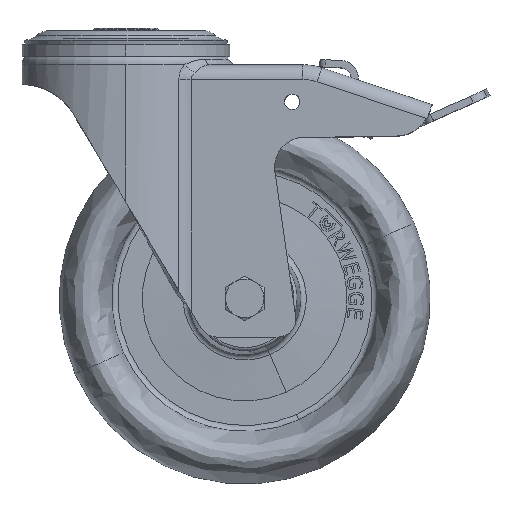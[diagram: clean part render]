
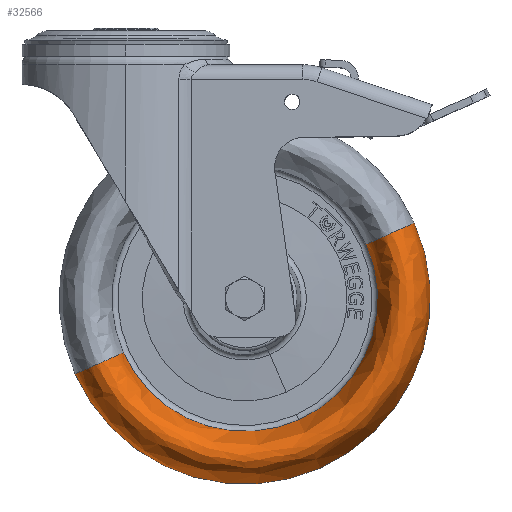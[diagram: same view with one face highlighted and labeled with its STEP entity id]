
A CAD part, top view. The second image highlights one B-rep face of the part: STEP entity #32566.
In plain terms, the highlighted free-form (B-spline) face has degree [3, 3] with [4, 4] control points.
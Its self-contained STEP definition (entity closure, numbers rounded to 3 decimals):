
#852 = CARTESIAN_POINT ( 'NONE',  ( 147.962, -179.744, -0.036 ) ) ;
#1162 = DIRECTION ( 'NONE',  ( 0., 0., -1. ) ) ;
#1295 = EDGE_CURVE ( 'NONE', #10114, #5257, #15938, .T. ) ;
#2846 = CARTESIAN_POINT ( 'NONE',  ( -0.878, -109.213, 4.26 ) ) ;
#3267 = CARTESIAN_POINT ( 'NONE',  ( 35.21, -198.548, 32.352 ) ) ;
#3803 = CARTESIAN_POINT ( 'NONE',  ( 33.782, -230.616, 28.877 ) ) ;
#3892 = CARTESIAN_POINT ( 'NONE',  ( 80.878, -72.787, 4.26 ) ) ;
#5111 = CARTESIAN_POINT ( 'NONE',  ( -0.878, -109.213, 4.26 ) ) ;
#5257 = VERTEX_POINT ( 'NONE', #16566 ) ;
#5357 = CARTESIAN_POINT ( 'NONE',  ( 40., -91., -0.036 ) ) ;
#5797 = AXIS2_PLACEMENT_3D ( 'NONE', #9713, #1162, #9519 ) ;
#6200 = CARTESIAN_POINT ( 'NONE',  ( -17.09, -116.436, 28.877 ) ) ;
#7021 = AXIS2_PLACEMENT_3D ( 'NONE', #10173, #9612, #24117 ) ;
#9519 = DIRECTION ( 'NONE',  ( 0.407, -0.913, 0. ) ) ;
#9612 = DIRECTION ( 'NONE',  ( 0., 0., -1. ) ) ;
#9713 = CARTESIAN_POINT ( 'NONE',  ( 40., -91., 4.26 ) ) ;
#9947 = CIRCLE ( 'NONE', #18261, 62.5 ) ;
#10097 =( BOUNDED_CURVE ( )  B_SPLINE_CURVE ( 3, ( #29784, #23989, #29425, #3892 ),
 .UNSPECIFIED., .F., .F. ) 
 B_SPLINE_CURVE_WITH_KNOTS ( ( 4, 4 ),
 ( 1.568, 4.473 ),
 .UNSPECIFIED. ) 
 CURVE ( )  GEOMETRIC_REPRESENTATION_ITEM ( )  RATIONAL_B_SPLINE_CURVE ( ( 1., 0.412, 0.412, 1. ) ) 
 REPRESENTATION_ITEM ( '' )  );
#10114 = VERTEX_POINT ( 'NONE', #32645 ) ;
#10173 = CARTESIAN_POINT ( 'NONE',  ( 40., -91., 4.26 ) ) ;
#10429 = VERTEX_POINT ( 'NONE', #30013 ) ;
#12378 = CARTESIAN_POINT ( 'NONE',  ( 117.303, -154.543, 4.26 ) ) ;
#12571 = CARTESIAN_POINT ( 'NONE',  ( 33.782, -230.616, -0.036 ) ) ;
#12934 = ORIENTED_EDGE ( 'NONE', *, *, #32053, .T. ) ;
#13398 = DIRECTION ( 'NONE',  ( -0.407, 0.913, 0. ) ) ;
#14560 = EDGE_CURVE ( 'NONE', #10429, #17488, #9947, .T. ) ;
#14816 = CARTESIAN_POINT ( 'NONE',  ( 35.548, -190.968, 4.26 ) ) ;
#15938 = CIRCLE ( 'NONE', #5797, 44.751 ) ;
#16131 = CARTESIAN_POINT ( 'NONE',  ( -17.09, -116.436, -0.036 ) ) ;
#16566 = CARTESIAN_POINT ( 'NONE',  ( 58.213, -131.878, 4.26 ) ) ;
#17488 = VERTEX_POINT ( 'NONE', #29948 ) ;
#17962 = CARTESIAN_POINT ( 'NONE',  ( 80.878, -72.787, 4.26 ) ) ;
#18261 = AXIS2_PLACEMENT_3D ( 'NONE', #5357, #24911, #13398 ) ;
#19110 = EDGE_CURVE ( 'NONE', #10429, #23368, #28914, .T. ) ;
#19755 = EDGE_LOOP ( 'NONE', ( #31512, #12934, #33545, #30260, #34677 ) ) ;
#20550 = CARTESIAN_POINT ( 'NONE',  ( 147.962, -179.744, 28.877 ) ) ;
#21105 = CARTESIAN_POINT ( 'NONE',  ( -0.878, -109.213, 4.26 ) ) ;
#23346 = CARTESIAN_POINT ( 'NONE',  ( 97.09, -65.564, 28.877 ) ) ;
#23368 = VERTEX_POINT ( 'NONE', #2846 ) ;
#23520 = CARTESIAN_POINT ( 'NONE',  ( 83.977, -71.406, 32.352 ) ) ;
#23689 = CARTESIAN_POINT ( 'NONE',  ( 97.09, -65.564, -0.036 ) ) ;
#23989 = CARTESIAN_POINT ( 'NONE',  ( 97.09, -65.564, 28.877 ) ) ;
#24033 = EDGE_CURVE ( 'NONE', #5257, #23368, #33774, .T. ) ;
#24117 = DIRECTION ( 'NONE',  ( 0.407, -0.913, 0. ) ) ;
#24911 = DIRECTION ( 'NONE',  ( 0., 0., 1. ) ) ;
#26322 = FACE_OUTER_BOUND ( 'NONE', #19755, .T. ) ;
#27510 =( BOUNDED_SURFACE ( )  B_SPLINE_SURFACE ( 3, 3, ( 
 ( #23689, #852, #12571, #28778 ),
 ( #23346, #20550, #3803, #6200 ),
 ( #23520, #31908, #3267, #28964 ),
 ( #17962, #12378, #14816, #21105 ) ),
 .UNSPECIFIED., .F., .F., .F. ) 
 B_SPLINE_SURFACE_WITH_KNOTS ( ( 4, 4 ),
 ( 4, 4 ),
 ( 0., 1. ),
 ( 0., 1. ),
 .UNSPECIFIED. ) 
 GEOMETRIC_REPRESENTATION_ITEM ( )  RATIONAL_B_SPLINE_SURFACE ( (
 ( 1., 0.333, 0.333, 1.),
 ( 0.412, 0.137, 0.137, 0.412),
 ( 0.412, 0.137, 0.137, 0.412),
 ( 1., 0.333, 0.333, 1.) ) ) 
 REPRESENTATION_ITEM ( '' )  SURFACE ( )  );
#28778 = CARTESIAN_POINT ( 'NONE',  ( -17.09, -116.436, -0.036 ) ) ;
#28914 =( BOUNDED_CURVE ( )  B_SPLINE_CURVE ( 3, ( #16131, #30451, #30626, #5111 ),
 .UNSPECIFIED., .F., .F. ) 
 B_SPLINE_CURVE_WITH_KNOTS ( ( 4, 4 ),
 ( 1.568, 4.473 ),
 .UNSPECIFIED. ) 
 CURVE ( )  GEOMETRIC_REPRESENTATION_ITEM ( )  RATIONAL_B_SPLINE_CURVE ( ( 1., 0.412, 0.412, 1. ) ) 
 REPRESENTATION_ITEM ( '' )  );
#28964 = CARTESIAN_POINT ( 'NONE',  ( -3.977, -110.594, 32.352 ) ) ;
#29425 = CARTESIAN_POINT ( 'NONE',  ( 83.977, -71.406, 32.352 ) ) ;
#29784 = CARTESIAN_POINT ( 'NONE',  ( 97.09, -65.564, -0.036 ) ) ;
#29948 = CARTESIAN_POINT ( 'NONE',  ( 97.09, -65.564, -0.036 ) ) ;
#30013 = CARTESIAN_POINT ( 'NONE',  ( -17.09, -116.436, -0.036 ) ) ;
#30260 = ORIENTED_EDGE ( 'NONE', *, *, #24033, .T. ) ;
#30451 = CARTESIAN_POINT ( 'NONE',  ( -17.09, -116.436, 28.877 ) ) ;
#30626 = CARTESIAN_POINT ( 'NONE',  ( -3.977, -110.594, 32.352 ) ) ;
#31512 = ORIENTED_EDGE ( 'NONE', *, *, #14560, .T. ) ;
#31908 = CARTESIAN_POINT ( 'NONE',  ( 123.165, -159.361, 32.352 ) ) ;
#32053 = EDGE_CURVE ( 'NONE', #17488, #10114, #10097, .T. ) ;
#32566 = ADVANCED_FACE ( 'NONE', ( #26322 ), #27510, .T. ) ;
#32645 = CARTESIAN_POINT ( 'NONE',  ( 80.878, -72.787, 4.26 ) ) ;
#33545 = ORIENTED_EDGE ( 'NONE', *, *, #1295, .T. ) ;
#33774 = CIRCLE ( 'NONE', #7021, 44.751 ) ;
#34677 = ORIENTED_EDGE ( 'NONE', *, *, #19110, .F. ) ;
